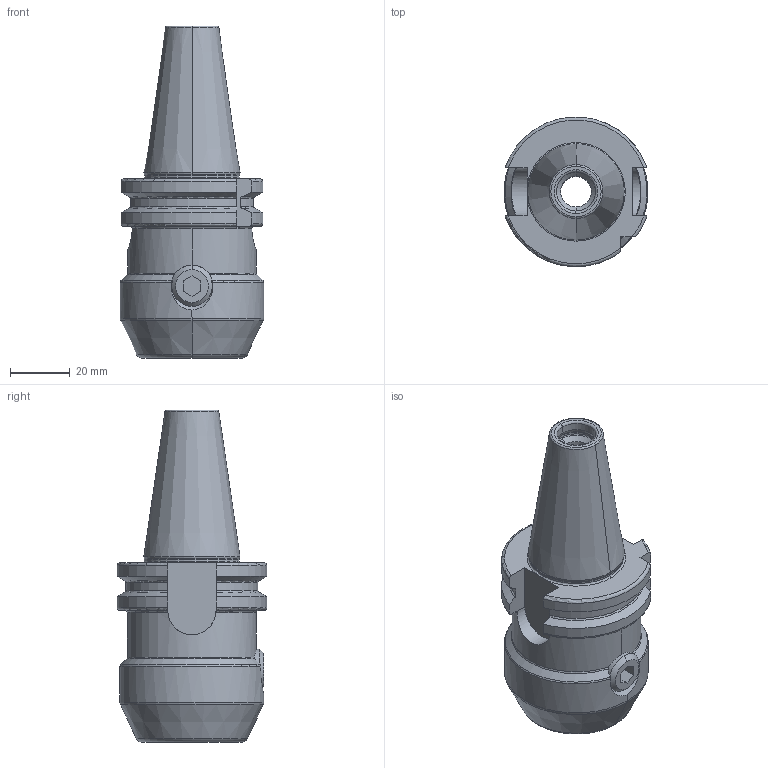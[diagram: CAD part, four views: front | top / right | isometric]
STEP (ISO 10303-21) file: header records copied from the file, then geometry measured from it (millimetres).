
FILE_DESCRIPTION((''),'2;1');
FILE_NAME('4302_104_01611101CC_302_04_16','2020-07-07T',('104091'),(''),'CREO PARAMETRIC BY PTC INC, 2015290','CREO PARAMETRIC BY PTC INC, 2015290','');
FILE_SCHEMA(('CONFIG_CONTROL_DESIGN'));
Length unit declared in the file: millimetre
Products named in the file (1): 4302_104_01611101CC_302_04_16
Bounding box: 48 x 49.9 x 110.8 mm (x, y, z)
Volume: 102570 mm3; surface area: 20975.1 mm2
Topology: 1 solids, 1 shells, 122 faces, 311 edges, 197 vertices
Faces by surface type: torus 37, cylinder 32, plane 27, cone 26
Entity records: 4100 total; most frequent: CARTESIAN_POINT 1117, DIRECTION 636, ORIENTED_EDGE 612, EDGE_CURVE 306, AXIS2_PLACEMENT_3D 263, VERTEX_POINT 191, CIRCLE 138, EDGE_LOOP 129
